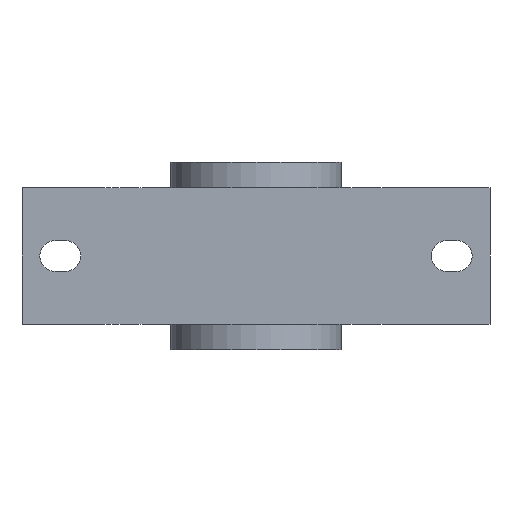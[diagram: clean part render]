
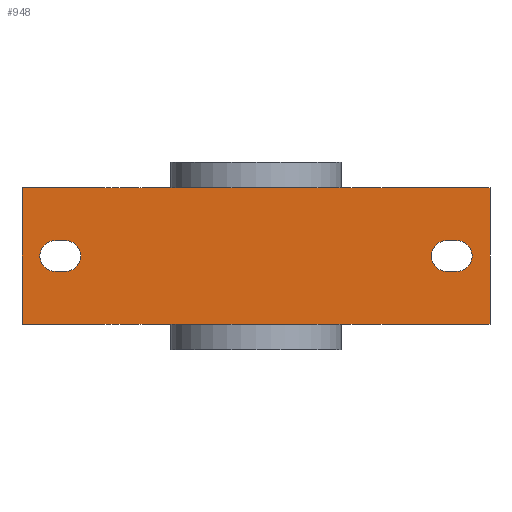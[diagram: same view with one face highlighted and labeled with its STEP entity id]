
A CAD part, front view. The second image highlights one B-rep face of the part: STEP entity #948.
In plain terms, the highlighted planar face has unit normal (0, -1, 0).
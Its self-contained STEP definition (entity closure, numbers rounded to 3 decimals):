
#4 = VECTOR ( 'NONE', #972, 1000. ) ;
#11 = DIRECTION ( 'NONE',  ( 0., 1., 0. ) ) ;
#14 = VERTEX_POINT ( 'NONE', #91 ) ;
#28 = CARTESIAN_POINT ( 'NONE',  ( 112., -80., 9. ) ) ;
#38 = CARTESIAN_POINT ( 'NONE',  ( 137.5, -80., 40. ) ) ;
#43 = LINE ( 'NONE', #750, #4 ) ;
#58 = EDGE_CURVE ( 'NONE', #276, #1061, #1219, .T. ) ;
#61 = AXIS2_PLACEMENT_3D ( 'NONE', #980, #626, #297 ) ;
#70 = VERTEX_POINT ( 'NONE', #789 ) ;
#91 = CARTESIAN_POINT ( 'NONE',  ( -137.5, -80., -40. ) ) ;
#116 = ORIENTED_EDGE ( 'NONE', *, *, #505, .T. ) ;
#117 = VERTEX_POINT ( 'NONE', #668 ) ;
#129 = DIRECTION ( 'NONE',  ( -1., 0., 0. ) ) ;
#168 = CIRCLE ( 'NONE', #1123, 9. ) ;
#226 = CARTESIAN_POINT ( 'NONE',  ( -118., -80., 0. ) ) ;
#230 = FACE_OUTER_BOUND ( 'NONE', #1241, .T. ) ;
#232 = DIRECTION ( 'NONE',  ( -1., 0., 0. ) ) ;
#234 = EDGE_LOOP ( 'NONE', ( #1389, #879, #771, #269 ) ) ;
#269 = ORIENTED_EDGE ( 'NONE', *, *, #1422, .T. ) ;
#276 = VERTEX_POINT ( 'NONE', #800 ) ;
#297 = DIRECTION ( 'NONE',  ( -1., 0., 0. ) ) ;
#321 = VERTEX_POINT ( 'NONE', #952 ) ;
#345 = CARTESIAN_POINT ( 'NONE',  ( 137.5, -80., -9. ) ) ;
#347 = DIRECTION ( 'NONE',  ( -1., 0., 0. ) ) ;
#361 = DIRECTION ( 'NONE',  ( 0., 1., 0. ) ) ;
#374 = FACE_BOUND ( 'NONE', #234, .T. ) ;
#387 = DIRECTION ( 'NONE',  ( 0., 0., -1. ) ) ;
#417 = VECTOR ( 'NONE', #885, 1000. ) ;
#418 = CARTESIAN_POINT ( 'NONE',  ( 137.5, -80., 9. ) ) ;
#440 = CARTESIAN_POINT ( 'NONE',  ( 137.5, -80., 9. ) ) ;
#446 = AXIS2_PLACEMENT_3D ( 'NONE', #957, #510, #1199 ) ;
#451 = VERTEX_POINT ( 'NONE', #797 ) ;
#453 = EDGE_CURVE ( 'NONE', #737, #764, #673, .T. ) ;
#475 = ORIENTED_EDGE ( 'NONE', *, *, #1085, .F. ) ;
#503 = LINE ( 'NONE', #1336, #1270 ) ;
#505 = EDGE_CURVE ( 'NONE', #117, #14, #1127, .T. ) ;
#510 = DIRECTION ( 'NONE',  ( 0., 1., 0. ) ) ;
#548 = VECTOR ( 'NONE', #1044, 1000. ) ;
#550 = DIRECTION ( 'NONE',  ( -1., 0., 0. ) ) ;
#559 = VERTEX_POINT ( 'NONE', #601 ) ;
#568 = AXIS2_PLACEMENT_3D ( 'NONE', #1264, #1036, #129 ) ;
#601 = CARTESIAN_POINT ( 'NONE',  ( 137.5, -80., -40. ) ) ;
#607 = PLANE ( 'NONE',  #446 ) ;
#617 = ORIENTED_EDGE ( 'NONE', *, *, #623, .T. ) ;
#618 = EDGE_CURVE ( 'NONE', #764, #451, #624, .T. ) ;
#623 = EDGE_CURVE ( 'NONE', #1279, #737, #168, .T. ) ;
#624 = CIRCLE ( 'NONE', #755, 9. ) ;
#626 = DIRECTION ( 'NONE',  ( 0., 1., 0. ) ) ;
#668 = CARTESIAN_POINT ( 'NONE',  ( -137.5, -80., 40. ) ) ;
#673 = LINE ( 'NONE', #1341, #860 ) ;
#692 = VECTOR ( 'NONE', #1209, 1000. ) ;
#710 = LINE ( 'NONE', #440, #417 ) ;
#724 = VERTEX_POINT ( 'NONE', #28 ) ;
#737 = VERTEX_POINT ( 'NONE', #1147 ) ;
#750 = CARTESIAN_POINT ( 'NONE',  ( 137.5, -80., 40. ) ) ;
#755 = AXIS2_PLACEMENT_3D ( 'NONE', #226, #361, #232 ) ;
#762 = EDGE_CURVE ( 'NONE', #117, #70, #1126, .T. ) ;
#764 = VERTEX_POINT ( 'NONE', #1038 ) ;
#771 = ORIENTED_EDGE ( 'NONE', *, *, #58, .T. ) ;
#789 = CARTESIAN_POINT ( 'NONE',  ( 137.5, -80., 40. ) ) ;
#797 = CARTESIAN_POINT ( 'NONE',  ( -118., -80., 9. ) ) ;
#800 = CARTESIAN_POINT ( 'NONE',  ( 118., -80., -9. ) ) ;
#860 = VECTOR ( 'NONE', #347, 1000. ) ;
#879 = ORIENTED_EDGE ( 'NONE', *, *, #1069, .T. ) ;
#882 = EDGE_LOOP ( 'NONE', ( #1438, #1010, #994, #617 ) ) ;
#885 = DIRECTION ( 'NONE',  ( 1., 0., 0. ) ) ;
#887 = DIRECTION ( 'NONE',  ( -1., 0., 0. ) ) ;
#948 = ADVANCED_FACE ( 'NONE', ( #374, #1350, #230 ), #607, .F. ) ;
#952 = CARTESIAN_POINT ( 'NONE',  ( 118., -80., 9. ) ) ;
#957 = CARTESIAN_POINT ( 'NONE',  ( 137.5, -80., 40. ) ) ;
#972 = DIRECTION ( 'NONE',  ( 0., 0., -1. ) ) ;
#980 = CARTESIAN_POINT ( 'NONE',  ( 118., -80., 0. ) ) ;
#982 = CIRCLE ( 'NONE', #568, 9. ) ;
#994 = ORIENTED_EDGE ( 'NONE', *, *, #1229, .T. ) ;
#1010 = ORIENTED_EDGE ( 'NONE', *, *, #618, .T. ) ;
#1036 = DIRECTION ( 'NONE',  ( 0., 1., 0. ) ) ;
#1038 = CARTESIAN_POINT ( 'NONE',  ( -118., -80., -9. ) ) ;
#1044 = DIRECTION ( 'NONE',  ( 1., 0., 0. ) ) ;
#1053 = CARTESIAN_POINT ( 'NONE',  ( -137.5, -80., 40. ) ) ;
#1061 = VERTEX_POINT ( 'NONE', #1318 ) ;
#1069 = EDGE_CURVE ( 'NONE', #321, #276, #1384, .T. ) ;
#1083 = ORIENTED_EDGE ( 'NONE', *, *, #762, .F. ) ;
#1085 = EDGE_CURVE ( 'NONE', #70, #559, #43, .T. ) ;
#1087 = LINE ( 'NONE', #418, #692 ) ;
#1123 = AXIS2_PLACEMENT_3D ( 'NONE', #1356, #11, #550 ) ;
#1126 = LINE ( 'NONE', #38, #548 ) ;
#1127 = LINE ( 'NONE', #1053, #1403 ) ;
#1128 = CARTESIAN_POINT ( 'NONE',  ( -112., -80., 9. ) ) ;
#1147 = CARTESIAN_POINT ( 'NONE',  ( -112., -80., -9. ) ) ;
#1199 = DIRECTION ( 'NONE',  ( -1., 0., 0. ) ) ;
#1209 = DIRECTION ( 'NONE',  ( 1., 0., 0. ) ) ;
#1219 = LINE ( 'NONE', #345, #1235 ) ;
#1221 = EDGE_CURVE ( 'NONE', #724, #321, #710, .T. ) ;
#1222 = ORIENTED_EDGE ( 'NONE', *, *, #1326, .T. ) ;
#1229 = EDGE_CURVE ( 'NONE', #451, #1279, #1087, .T. ) ;
#1235 = VECTOR ( 'NONE', #887, 1000. ) ;
#1241 = EDGE_LOOP ( 'NONE', ( #1222, #475, #1083, #116 ) ) ;
#1264 = CARTESIAN_POINT ( 'NONE',  ( 112., -80., 0. ) ) ;
#1270 = VECTOR ( 'NONE', #1441, 1000. ) ;
#1279 = VERTEX_POINT ( 'NONE', #1128 ) ;
#1318 = CARTESIAN_POINT ( 'NONE',  ( 112., -80., -9. ) ) ;
#1326 = EDGE_CURVE ( 'NONE', #14, #559, #503, .T. ) ;
#1336 = CARTESIAN_POINT ( 'NONE',  ( 137.5, -80., -40. ) ) ;
#1341 = CARTESIAN_POINT ( 'NONE',  ( 137.5, -80., -9. ) ) ;
#1350 = FACE_BOUND ( 'NONE', #882, .T. ) ;
#1356 = CARTESIAN_POINT ( 'NONE',  ( -112., -80., 0. ) ) ;
#1384 = CIRCLE ( 'NONE', #61, 9. ) ;
#1389 = ORIENTED_EDGE ( 'NONE', *, *, #1221, .T. ) ;
#1403 = VECTOR ( 'NONE', #387, 1000. ) ;
#1422 = EDGE_CURVE ( 'NONE', #1061, #724, #982, .T. ) ;
#1438 = ORIENTED_EDGE ( 'NONE', *, *, #453, .T. ) ;
#1441 = DIRECTION ( 'NONE',  ( 1., 0., 0. ) ) ;
